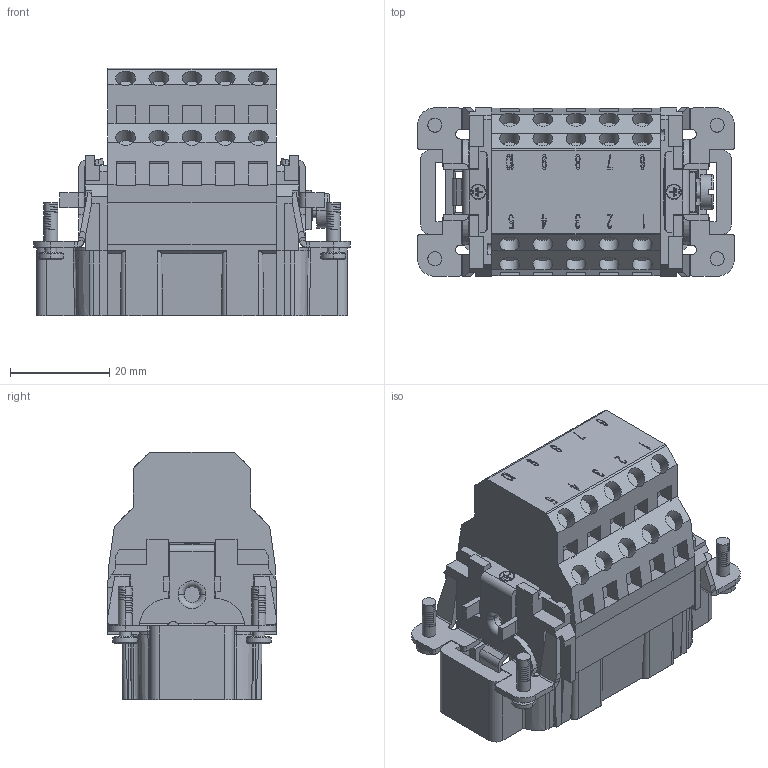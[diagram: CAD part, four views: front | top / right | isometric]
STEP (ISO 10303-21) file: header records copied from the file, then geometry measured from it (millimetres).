
FILE_DESCRIPTION((''),'2;1');
FILE_NAME('MANIFOLD_SOLID_BREP_140','2017-07-27T',('tl.yang'),(''),'PRO/ENGINEER BY PARAMETRIC TECHNOLOGY CORPORATION, 2011500','PRO/ENGINEER BY PARAMETRIC TECHNOLOGY CORPORATION, 2011500','');
FILE_SCHEMA(('CONFIG_CONTROL_DESIGN'));
Products named in the file (1): MANIFOLD_SOLID_BREP_140
Bounding box: 64 x 34 x 49.96 mm (x, y, z)
Volume: 45885.5 mm3; surface area: 19730.1 mm2
Topology: 1 solids, 2 shells, 1894 faces, 5662 edges, 3789 vertices
Faces by surface type: plane 1422, cylinder 278, cone 84, bspline 68, sphere 36, torus 6
Entity records: 66367 total; most frequent: CARTESIAN_POINT 15825, ORIENTED_EDGE 11252, DIRECTION 9475, EDGE_CURVE 5626, VECTOR 4517, LINE 4517, VERTEX_POINT 3789, AXIS2_PLACEMENT_3D 2479
